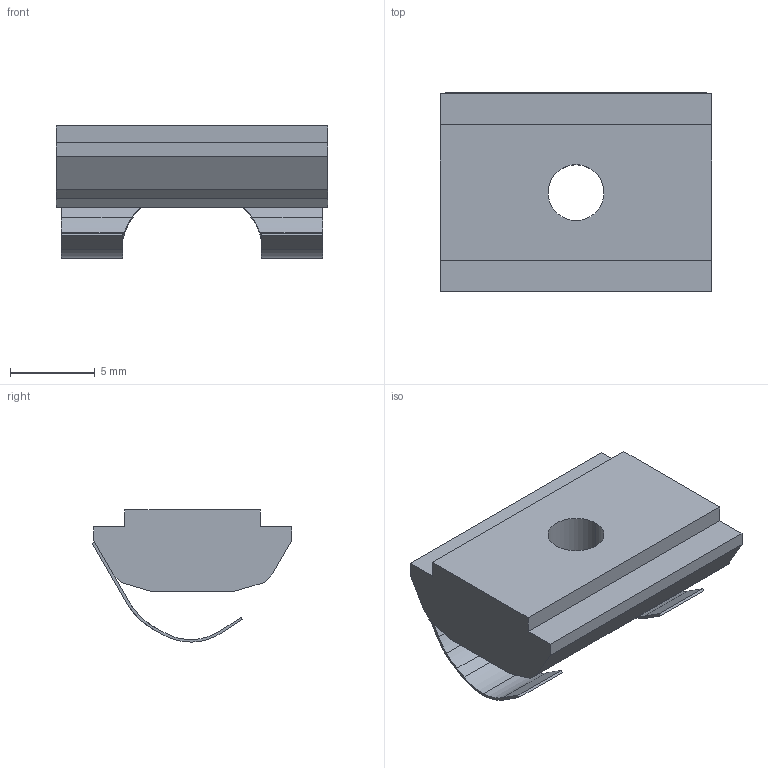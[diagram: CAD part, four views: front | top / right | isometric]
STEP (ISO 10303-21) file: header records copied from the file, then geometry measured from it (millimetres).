
FILE_DESCRIPTION (( 'STEP AP203' ), '1' );
FILE_NAME ('3_842_529_294_Bosch.step', '2024-06-04T13:35:34', ( '' ), ( '' ), 'SwSTEP 2.0', 'SolidWorks 2014', '' );
FILE_SCHEMA (( 'CONFIG_CONTROL_DESIGN' ));
Length unit declared in the file: millimetre
Products named in the file (1): 3_842_529_294_Bosch
Bounding box: 16 x 11.78 x 7.8 mm (x, y, z)
Volume: 714.9 mm3; surface area: 766.4 mm2
Topology: 1 solids, 1 shells, 53 faces, 151 edges, 100 vertices
Faces by surface type: plane 35, cylinder 18
Entity records: 1864 total; most frequent: CARTESIAN_POINT 359, ORIENTED_EDGE 306, DIRECTION 293, EDGE_CURVE 153, VECTOR 109, LINE 109, VERTEX_POINT 102, AXIS2_PLACEMENT_3D 92
